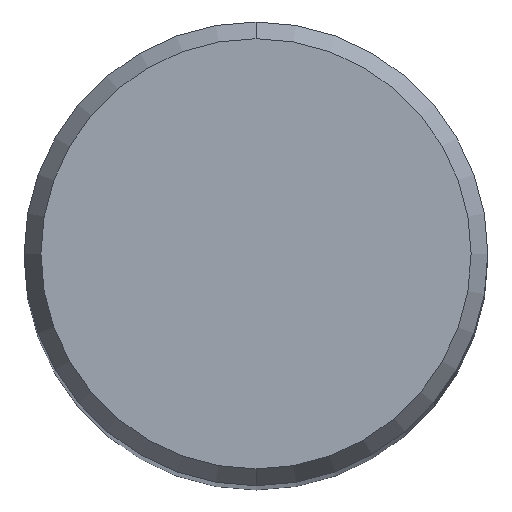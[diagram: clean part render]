
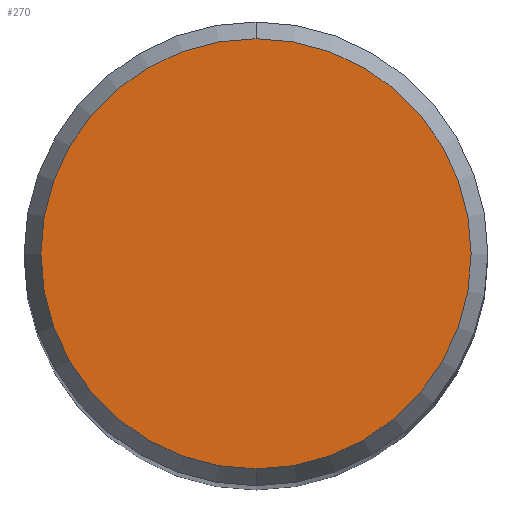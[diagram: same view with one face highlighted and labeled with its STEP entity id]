
A CAD part, top view. The second image highlights one B-rep face of the part: STEP entity #270.
In plain terms, the highlighted planar face has unit normal (0, 0, 1).
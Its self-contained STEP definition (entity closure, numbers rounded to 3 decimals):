
#130=EDGE_CURVE('',#166,#258,#339,.T.);
#166=VERTEX_POINT('',#380);
#202=EDGE_CURVE('',#258,#166,#418,.T.);
#258=VERTEX_POINT('',#482);
#270=ADVANCED_FACE('',(#496),#497,.T.);
#339=CIRCLE('',#568,8.837);
#380=CARTESIAN_POINT('',(0.,-8.837,0.0));
#418=CIRCLE('',#677,8.837);
#482=CARTESIAN_POINT('',(0.0,8.837,0.0));
#496=FACE_OUTER_BOUND('',#775,.T.);
#497=PLANE('',#776);
#568=AXIS2_PLACEMENT_3D('',#848,#849,#850);
#677=AXIS2_PLACEMENT_3D('',#937,#938,#939);
#775=EDGE_LOOP('',(#1047,#1048));
#776=AXIS2_PLACEMENT_3D('',#1049,#1050,#1051);
#848=CARTESIAN_POINT('',(0.0,0.0,0.0));
#849=DIRECTION('',(0.0,0.0,-1.0));
#850=DIRECTION('',(0.0,1.0,0.0));
#937=CARTESIAN_POINT('',(0.0,0.0,0.0));
#938=DIRECTION('',(0.0,0.0,-1.0));
#939=DIRECTION('',(0.0,1.0,0.0));
#1047=ORIENTED_EDGE('',*,*,#202,.F.);
#1048=ORIENTED_EDGE('',*,*,#130,.F.);
#1049=CARTESIAN_POINT('',(0.0,4.419,0.0));
#1050=DIRECTION('',(-0.0,0.0,1.0));
#1051=DIRECTION('',(0.0,-1.0,0.0));
